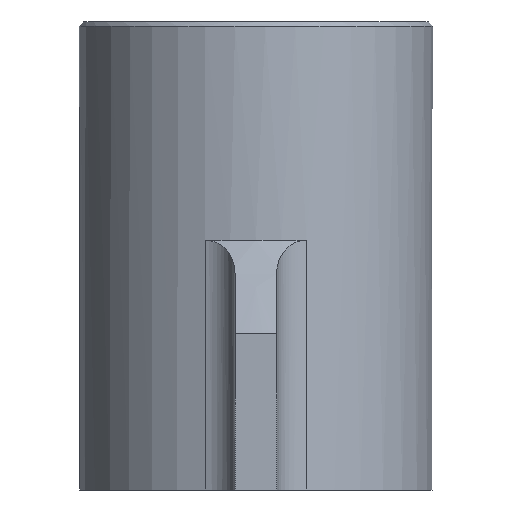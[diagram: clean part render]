
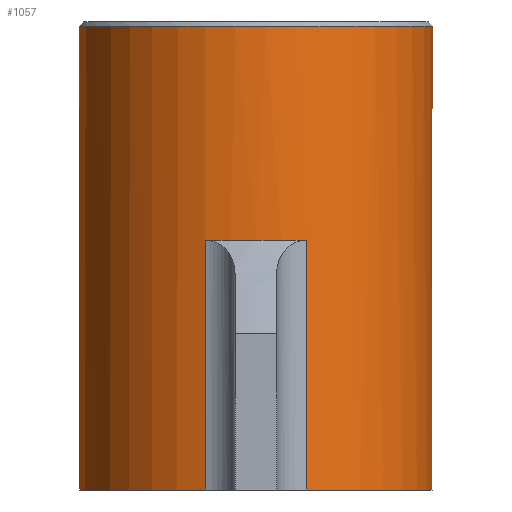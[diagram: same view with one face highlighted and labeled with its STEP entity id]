
A CAD part, left-side view. The second image highlights one B-rep face of the part: STEP entity #1057.
In plain terms, the highlighted cylindrical face has radius 17 mm (diameter 34 mm), a full revolution.
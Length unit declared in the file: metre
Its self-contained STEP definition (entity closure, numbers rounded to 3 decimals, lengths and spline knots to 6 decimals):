
#100=CYLINDRICAL_SURFACE('',#1137,0.017);
#119=CIRCLE('',#1138,0.017);
#120=CIRCLE('',#1139,0.017);
#121=CIRCLE('',#1140,0.017);
#122=CIRCLE('',#1141,0.017);
#123=CIRCLE('',#1142,0.017);
#193=ORIENTED_EDGE('',*,*,#533,.T.);
#194=ORIENTED_EDGE('',*,*,#534,.T.);
#195=ORIENTED_EDGE('',*,*,#535,.T.);
#196=ORIENTED_EDGE('',*,*,#536,.T.);
#197=ORIENTED_EDGE('',*,*,#537,.T.);
#198=ORIENTED_EDGE('',*,*,#538,.T.);
#199=ORIENTED_EDGE('',*,*,#539,.T.);
#200=ORIENTED_EDGE('',*,*,#540,.T.);
#201=ORIENTED_EDGE('',*,*,#541,.T.);
#533=EDGE_CURVE('',#703,#703,#119,.F.);
#534=EDGE_CURVE('',#704,#705,#120,.F.);
#535=EDGE_CURVE('',#705,#706,#811,.T.);
#536=EDGE_CURVE('',#706,#707,#121,.T.);
#537=EDGE_CURVE('',#707,#708,#812,.F.);
#538=EDGE_CURVE('',#708,#709,#122,.F.);
#539=EDGE_CURVE('',#709,#710,#813,.T.);
#540=EDGE_CURVE('',#710,#711,#123,.T.);
#541=EDGE_CURVE('',#711,#704,#814,.F.);
#703=VERTEX_POINT('',#1605);
#704=VERTEX_POINT('',#1607);
#705=VERTEX_POINT('',#1608);
#706=VERTEX_POINT('',#1610);
#707=VERTEX_POINT('',#1612);
#708=VERTEX_POINT('',#1614);
#709=VERTEX_POINT('',#1616);
#710=VERTEX_POINT('',#1618);
#711=VERTEX_POINT('',#1620);
#811=LINE('',#1609,#859);
#812=LINE('',#1613,#860);
#813=LINE('',#1617,#861);
#814=LINE('',#1621,#862);
#859=VECTOR('',#1288,1.);
#860=VECTOR('',#1291,1.);
#861=VECTOR('',#1294,1.);
#862=VECTOR('',#1297,1.);
#905=EDGE_LOOP('',(#193));
#906=EDGE_LOOP('',(#194,#195,#196,#197,#198,#199,#200,#201));
#975=FACE_BOUND('',#905,.T.);
#976=FACE_BOUND('',#906,.T.);
#1057=ADVANCED_FACE('',(#975,#976),#100,.T.);
#1137=AXIS2_PLACEMENT_3D('',#1603,#1282,#1283);
#1138=AXIS2_PLACEMENT_3D('',#1604,#1284,#1285);
#1139=AXIS2_PLACEMENT_3D('',#1606,#1286,#1287);
#1140=AXIS2_PLACEMENT_3D('',#1611,#1289,#1290);
#1141=AXIS2_PLACEMENT_3D('',#1615,#1292,#1293);
#1142=AXIS2_PLACEMENT_3D('',#1619,#1295,#1296);
#1282=DIRECTION('',(0.,0.,-1.));
#1283=DIRECTION('',(-1.,0.,0.));
#1284=DIRECTION('',(0.,0.,1.));
#1285=DIRECTION('',(1.,0.,0.));
#1286=DIRECTION('',(0.,0.,-1.));
#1287=DIRECTION('',(-1.,0.,0.));
#1288=DIRECTION('',(0.,0.,-1.));
#1289=DIRECTION('',(0.,0.,1.));
#1290=DIRECTION('',(1.,0.,0.));
#1291=DIRECTION('',(0.,0.,-1.));
#1292=DIRECTION('',(0.,0.,-1.));
#1293=DIRECTION('',(-1.,0.,0.));
#1294=DIRECTION('',(0.,0.,-1.));
#1295=DIRECTION('',(0.,0.,1.));
#1296=DIRECTION('',(1.,0.,0.));
#1297=DIRECTION('',(0.,0.,-1.));
#1603=CARTESIAN_POINT('',(0.,0.,-0.0221));
#1604=CARTESIAN_POINT('',(0.,0.,-0.0225));
#1605=CARTESIAN_POINT('',(0.017,0.,-0.0225));
#1606=CARTESIAN_POINT('',(0.,0.,-0.0431));
#1607=CARTESIAN_POINT('',(-0.016291,0.004857,-0.0431));
#1608=CARTESIAN_POINT('',(-0.016291,-0.004857,-0.0431));
#1609=CARTESIAN_POINT('',(-0.016291,-0.004857,-0.0221));
#1610=CARTESIAN_POINT('',(-0.016291,-0.004857,-0.0671));
#1611=CARTESIAN_POINT('',(0.,0.,-0.0671));
#1612=CARTESIAN_POINT('',(0.016291,-0.004857,-0.0671));
#1613=CARTESIAN_POINT('',(0.016291,-0.004857,-0.0221));
#1614=CARTESIAN_POINT('',(0.016291,-0.004857,-0.0431));
#1615=CARTESIAN_POINT('',(0.,0.,-0.0431));
#1616=CARTESIAN_POINT('',(0.016291,0.004857,-0.0431));
#1617=CARTESIAN_POINT('',(0.016291,0.004857,-0.0221));
#1618=CARTESIAN_POINT('',(0.016291,0.004857,-0.0671));
#1619=CARTESIAN_POINT('',(0.,0.,-0.0671));
#1620=CARTESIAN_POINT('',(-0.016291,0.004857,-0.0671));
#1621=CARTESIAN_POINT('',(-0.016291,0.004857,-0.0221));
